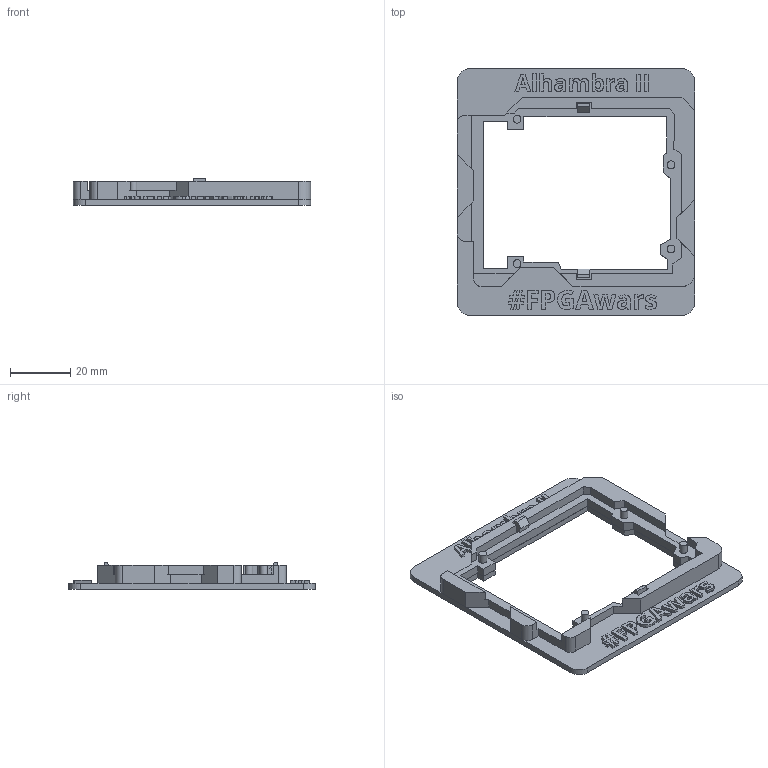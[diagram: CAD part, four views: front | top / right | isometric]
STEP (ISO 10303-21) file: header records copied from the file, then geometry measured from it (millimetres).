
FILE_DESCRIPTION(('FreeCAD Model'),'2;1');
FILE_NAME('Alhambra-II-Support-with-text.step','2018-08-13T17:26:33',('Author'),(''), 'Open CASCADE STEP processor 6.8','FreeCAD','Unknown');
FILE_SCHEMA(('AUTOMOTIVE_DESIGN_CC2 { 1 2 10303 214 -1 1 5 4 }'));
Length unit declared in the file: millimetre
Products named in the file (2): ASSEMBLY; Soporte-Alhambra-II-con-texto-impresion
Assembly tree (1 placements, depth 2):
  ASSEMBLY
    Soporte-Alhambra-II-con-texto-impresion
Bounding box: 78.88 x 81.99 x 8.98 mm (x, y, z)
Volume: 13813.6 mm3; surface area: 11475 mm2
Topology: 1 solids, 1 shells, 509 faces, 1412 edges, 936 vertices
Faces by surface type: plane 322, extrusion 172, cylinder 12, bspline 3
Full cylindrical faces by diameter (mm): 2.6 x4
Entity records: 55442 total; most frequent: CARTESIAN_POINT 28915, DIRECTION 4054, VECTOR 3328, LINE 3156, ORIENTED_EDGE 2824, PCURVE 2824, DEFINITIONAL_REPRESENTATION 2824, EDGE_CURVE 1412
